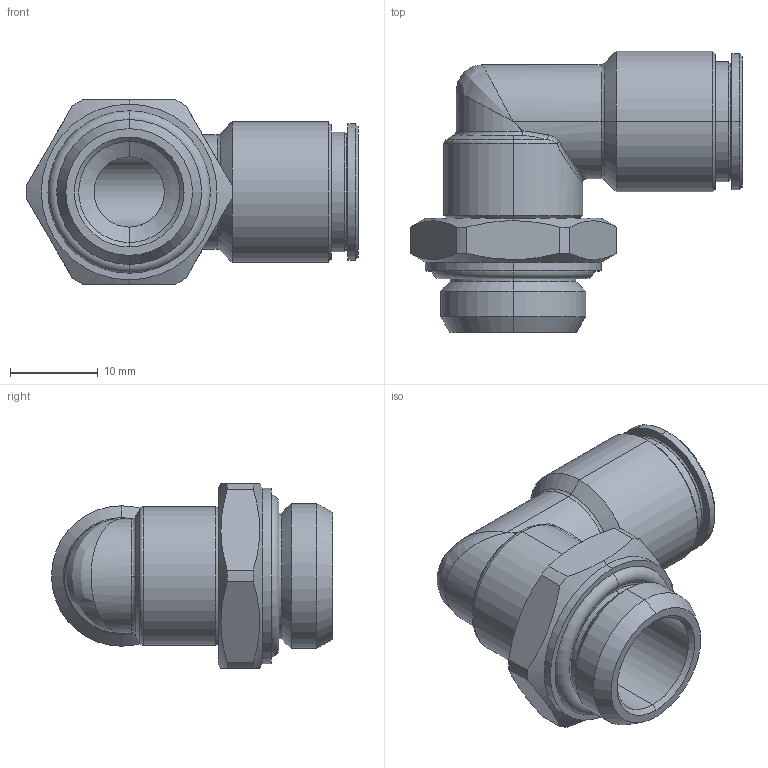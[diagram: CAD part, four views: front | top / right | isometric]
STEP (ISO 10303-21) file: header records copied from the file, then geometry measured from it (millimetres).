
FILE_DESCRIPTION (( 'STEP AP203' ), '1' );
FILE_NAME ('X0060053.STEP', '2016-12-07T09:11:53', ( '' ), ( '' ), 'SwSTEP 2.0', 'SolidWorks 2015', '' );
FILE_SCHEMA (( 'CONFIG_CONTROL_DESIGN' ));
Length unit declared in the file: millimetre
Products named in the file (1): X0060053
Bounding box: 37.8 x 32 x 21 mm (x, y, z)
Volume: 6145.1 mm3; surface area: 4719.8 mm2
Topology: 1 solids, 1 shells, 101 faces, 227 edges, 129 vertices
Faces by surface type: cylinder 33, cone 27, torus 15, plane 14, bspline 8, sphere 4
Entity records: 3340 total; most frequent: CARTESIAN_POINT 1055, DIRECTION 500, ORIENTED_EDGE 446, EDGE_CURVE 223, AXIS2_PLACEMENT_3D 218, VERTEX_POINT 129, CIRCLE 124, EDGE_LOOP 108
